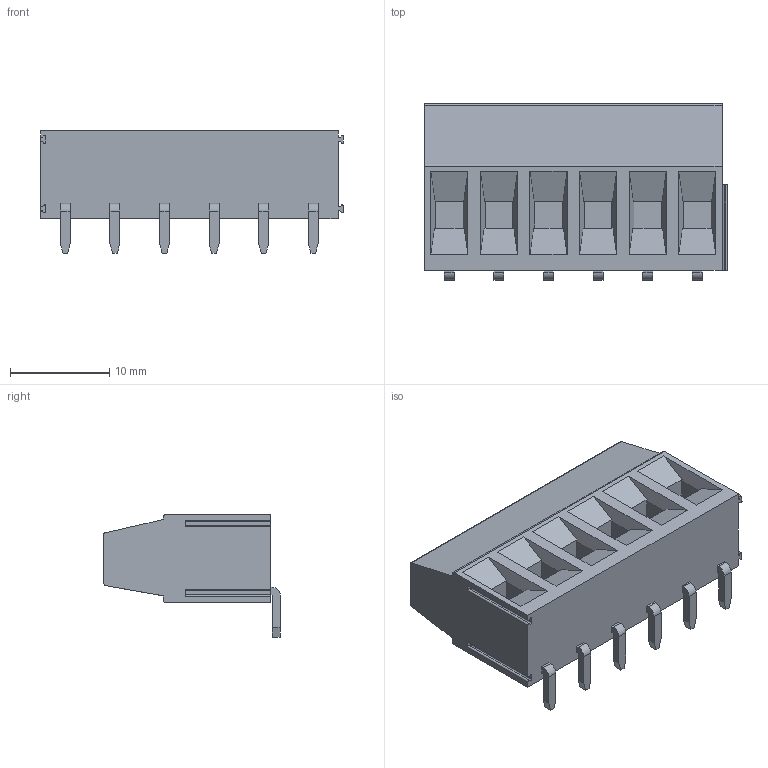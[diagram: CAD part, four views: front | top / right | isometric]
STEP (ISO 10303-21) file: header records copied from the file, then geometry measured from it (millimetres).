
FILE_DESCRIPTION(('STEP AP214'),'1');
FILE_NAME('MVE256-5-H.stp','2023-06-19T08:36:35',(' '),(' '),'Spatial InterOp 3D',' ',' ');
FILE_SCHEMA(('AUTOMOTIVE_DESIGN { 1 0 10303 214 1 1 1 1 }'));
Length unit declared in the file: metre
Products named in the file (1): 1687163742
Bounding box: 30.55 x 17.8 x 12.4 mm (x, y, z)
Volume: 3500 mm3; surface area: 2880.7 mm2
Topology: 1 solids, 1 shells, 286 faces, 750 edges, 500 vertices
Faces by surface type: plane 223, cylinder 56, cone 6, extrusion 1
Full cylindrical faces by diameter (mm): 2.6 x6, 2.85 x6, 3.8 x6, 4 x6
Entity records: 10824 total; most frequent: CARTESIAN_POINT 1516, ORIENTED_EDGE 1416, DIRECTION 1413, EDGE_CURVE 708, VECTOR 563, LINE 562, VERTEX_POINT 488, AXIS2_PLACEMENT_3D 425
